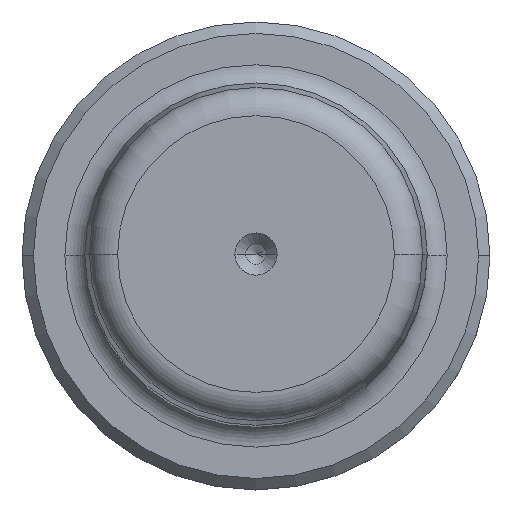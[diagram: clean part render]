
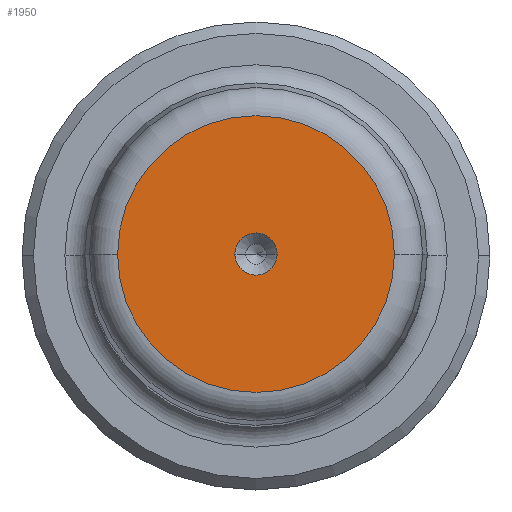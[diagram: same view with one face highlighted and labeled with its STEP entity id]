
A CAD part, top view. The second image highlights one B-rep face of the part: STEP entity #1950.
In plain terms, the highlighted planar face has unit normal (0, 0, 1).
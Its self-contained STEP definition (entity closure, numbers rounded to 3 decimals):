
#5 = DIRECTION ( 'NONE',  ( 1., 0., 0. ) ) ;
#500 = DIRECTION ( 'NONE',  ( 0., 0., 1. ) ) ;
#528 = VERTEX_POINT ( 'NONE', #1194 ) ;
#559 = EDGE_LOOP ( 'NONE', ( #900, #1432 ) ) ;
#602 = EDGE_CURVE ( 'NONE', #528, #776, #2209, .T. ) ;
#678 = ORIENTED_EDGE ( 'NONE', *, *, #1850, .F. ) ;
#706 = CARTESIAN_POINT ( 'NONE',  ( 0., 0., 130. ) ) ;
#776 = VERTEX_POINT ( 'NONE', #1777 ) ;
#843 = DIRECTION ( 'NONE',  ( 0., 0., 1. ) ) ;
#860 = FACE_OUTER_BOUND ( 'NONE', #559, .T. ) ;
#900 = ORIENTED_EDGE ( 'NONE', *, *, #1549, .T. ) ;
#904 = CARTESIAN_POINT ( 'NONE',  ( -1.85, 0., 130. ) ) ;
#956 = VERTEX_POINT ( 'NONE', #1465 ) ;
#963 = AXIS2_PLACEMENT_3D ( 'NONE', #1017, #2279, #1198 ) ;
#1017 = CARTESIAN_POINT ( 'NONE',  ( 0., 0., 130. ) ) ;
#1056 = DIRECTION ( 'NONE',  ( 0., 0., 1. ) ) ;
#1080 = DIRECTION ( 'NONE',  ( 0., 0., 1. ) ) ;
#1127 = AXIS2_PLACEMENT_3D ( 'NONE', #1910, #843, #2095 ) ;
#1194 = CARTESIAN_POINT ( 'NONE',  ( -12.124, 0., 130. ) ) ;
#1198 = DIRECTION ( 'NONE',  ( 1., 0., 0. ) ) ;
#1289 = CIRCLE ( 'NONE', #963, 1.85 ) ;
#1332 = FACE_BOUND ( 'NONE', #1371, .T. ) ;
#1371 = EDGE_LOOP ( 'NONE', ( #678, #1623 ) ) ;
#1432 = ORIENTED_EDGE ( 'NONE', *, *, #602, .T. ) ;
#1465 = CARTESIAN_POINT ( 'NONE',  ( 1.85, 0., 130. ) ) ;
#1468 = CIRCLE ( 'NONE', #2230, 12.124 ) ;
#1549 = EDGE_CURVE ( 'NONE', #776, #528, #1468, .T. ) ;
#1572 = CARTESIAN_POINT ( 'NONE',  ( 0., 0., 130. ) ) ;
#1623 = ORIENTED_EDGE ( 'NONE', *, *, #2078, .F. ) ;
#1762 = DIRECTION ( 'NONE',  ( 1., 0., 0. ) ) ;
#1775 = PLANE ( 'NONE',  #2221 ) ;
#1777 = CARTESIAN_POINT ( 'NONE',  ( 12.124, 0., 130. ) ) ;
#1850 = EDGE_CURVE ( 'NONE', #956, #2204, #2047, .T. ) ;
#1910 = CARTESIAN_POINT ( 'NONE',  ( 0., 0., 130. ) ) ;
#1950 = ADVANCED_FACE ( 'NONE', ( #1332, #860 ), #1775, .T. ) ;
#2047 = CIRCLE ( 'NONE', #1127, 1.85 ) ;
#2078 = EDGE_CURVE ( 'NONE', #2204, #956, #1289, .T. ) ;
#2095 = DIRECTION ( 'NONE',  ( 1., 0., 0. ) ) ;
#2113 = AXIS2_PLACEMENT_3D ( 'NONE', #1572, #500, #1762 ) ;
#2164 = CARTESIAN_POINT ( 'NONE',  ( 0., 0., 130. ) ) ;
#2204 = VERTEX_POINT ( 'NONE', #904 ) ;
#2209 = CIRCLE ( 'NONE', #2113, 12.124 ) ;
#2221 = AXIS2_PLACEMENT_3D ( 'NONE', #706, #1056, #2329 ) ;
#2230 = AXIS2_PLACEMENT_3D ( 'NONE', #2164, #1080, #5 ) ;
#2279 = DIRECTION ( 'NONE',  ( 0., 0., 1. ) ) ;
#2329 = DIRECTION ( 'NONE',  ( 1., 0., 0. ) ) ;
